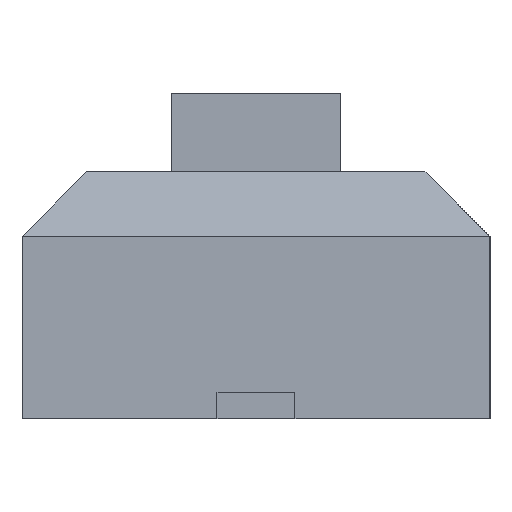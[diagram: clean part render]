
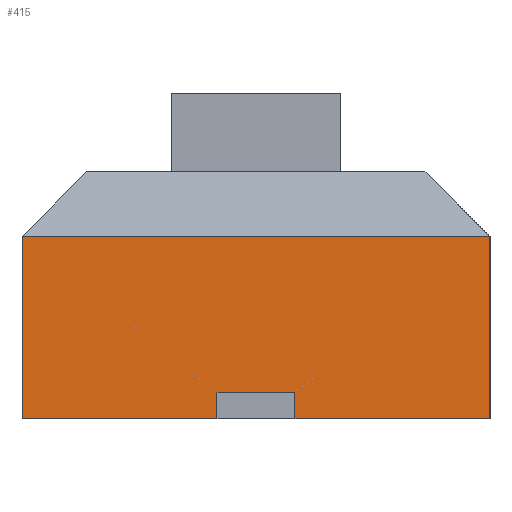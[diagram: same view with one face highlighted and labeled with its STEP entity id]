
A CAD part, left-side view. The second image highlights one B-rep face of the part: STEP entity #415.
In plain terms, the highlighted planar face has unit normal (-1, 0, 0).
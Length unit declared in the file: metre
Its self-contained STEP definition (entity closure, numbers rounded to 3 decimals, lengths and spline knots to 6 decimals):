
#45=ORIENTED_EDGE('',*,*,#156,.F.);
#46=ORIENTED_EDGE('',*,*,#157,.T.);
#47=ORIENTED_EDGE('',*,*,#158,.T.);
#48=ORIENTED_EDGE('',*,*,#159,.F.);
#49=ORIENTED_EDGE('',*,*,#160,.T.);
#50=ORIENTED_EDGE('',*,*,#153,.T.);
#51=ORIENTED_EDGE('',*,*,#161,.T.);
#52=ORIENTED_EDGE('',*,*,#162,.F.);
#153=EDGE_CURVE('',#209,#210,#245,.T.);
#156=EDGE_CURVE('',#211,#212,#248,.T.);
#157=EDGE_CURVE('',#211,#213,#249,.T.);
#158=EDGE_CURVE('',#213,#214,#250,.T.);
#159=EDGE_CURVE('',#215,#214,#251,.T.);
#160=EDGE_CURVE('',#215,#209,#252,.T.);
#161=EDGE_CURVE('',#210,#216,#253,.T.);
#162=EDGE_CURVE('',#212,#216,#254,.T.);
#209=VERTEX_POINT('',#692);
#210=VERTEX_POINT('',#693);
#211=VERTEX_POINT('',#698);
#212=VERTEX_POINT('',#699);
#213=VERTEX_POINT('',#701);
#214=VERTEX_POINT('',#703);
#215=VERTEX_POINT('',#705);
#216=VERTEX_POINT('',#708);
#245=LINE('',#691,#301);
#248=LINE('',#697,#304);
#249=LINE('',#700,#305);
#250=LINE('',#702,#306);
#251=LINE('',#704,#307);
#252=LINE('',#706,#308);
#253=LINE('',#707,#309);
#254=LINE('',#709,#310);
#301=VECTOR('',#575,1.);
#304=VECTOR('',#580,1.);
#305=VECTOR('',#581,1.);
#306=VECTOR('',#582,1.);
#307=VECTOR('',#583,1.);
#308=VECTOR('',#584,1.);
#309=VECTOR('',#585,1.);
#310=VECTOR('',#586,1.);
#345=EDGE_LOOP('',(#45,#46,#47,#48,#49,#50,#51,#52));
#369=FACE_BOUND('',#345,.T.);
#392=PLANE('',#531);
#415=ADVANCED_FACE('',(#369),#392,.F.);
#531=AXIS2_PLACEMENT_3D('',#696,#578,#579);
#575=DIRECTION('',(0.,0.,-1.));
#578=DIRECTION('',(1.,0.,0.));
#579=DIRECTION('',(0.,1.,0.));
#580=DIRECTION('',(0.,1.,0.));
#581=DIRECTION('',(0.,0.,-1.));
#582=DIRECTION('',(0.,-1.,0.));
#583=DIRECTION('',(0.,0.,-1.));
#584=DIRECTION('',(0.,1.,0.));
#585=DIRECTION('',(0.,-1.,0.));
#586=DIRECTION('',(0.,0.,-1.));
#691=CARTESIAN_POINT('',(-0.003,0.0018,0.0019));
#692=CARTESIAN_POINT('',(-0.003,0.0018,0.0014));
#693=CARTESIAN_POINT('',(-0.003,0.0018,0.));
#696=CARTESIAN_POINT('',(-0.003,0.,0.0019));
#697=CARTESIAN_POINT('',(-0.003,0.,0.0002));
#698=CARTESIAN_POINT('',(-0.003,-0.0003,0.0002));
#699=CARTESIAN_POINT('',(-0.003,0.0003,0.0002));
#700=CARTESIAN_POINT('',(-0.003,-0.0003,0.0019));
#701=CARTESIAN_POINT('',(-0.003,-0.0003,0.));
#702=CARTESIAN_POINT('',(-0.003,0.,0.));
#703=CARTESIAN_POINT('',(-0.003,-0.0018,0.));
#704=CARTESIAN_POINT('',(-0.003,-0.0018,0.0019));
#705=CARTESIAN_POINT('',(-0.003,-0.0018,0.0014));
#706=CARTESIAN_POINT('',(-0.003,0.0018,0.0014));
#707=CARTESIAN_POINT('',(-0.003,0.,0.));
#708=CARTESIAN_POINT('',(-0.003,0.0003,0.));
#709=CARTESIAN_POINT('',(-0.003,0.0003,0.0019));
